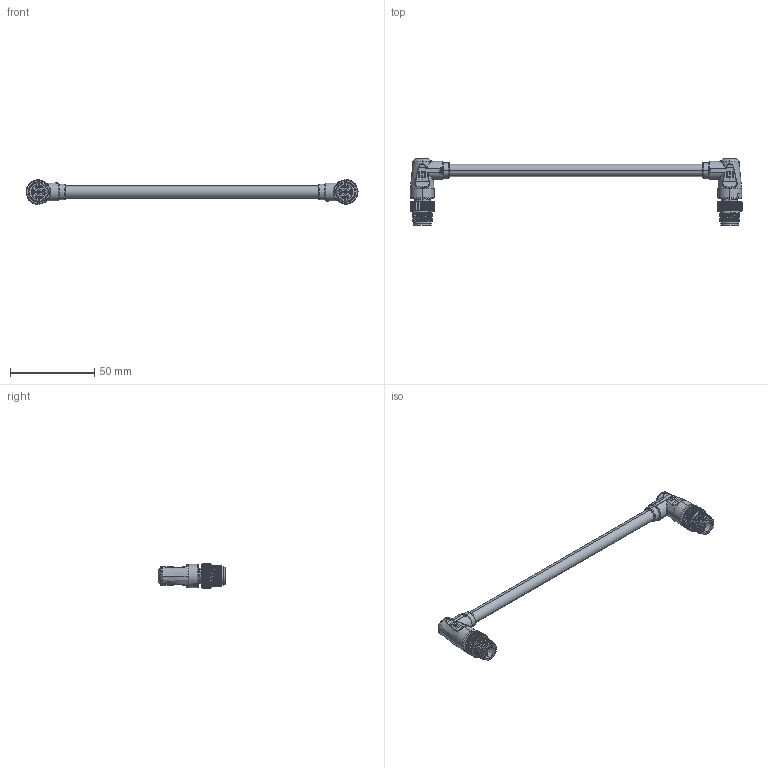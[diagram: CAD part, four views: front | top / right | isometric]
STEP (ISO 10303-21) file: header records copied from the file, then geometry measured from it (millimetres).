
FILE_DESCRIPTION (( 'STEP AP203' ), '1' );
FILE_NAME ('10-06569.STEP', '2026-02-28T00:08:59', ( '' ), ( '' ), 'SwSTEP 2.0', 'SolidWorks 2025', '' );
FILE_SCHEMA (( 'CONFIG_CONTROL_DESIGN' ));
Length unit declared in the file: millimetre
Products named in the file (9): 50-00993_STEP; 50-00993-04_默认; 50-00993-02; 50-00993-05; 10-06569; 24-00464; 50-00993-01_STEP; 50-00993-03; 30-01713_blunt cut
Assembly tree (20 placements, depth 3):
  10-06569
    30-01713_blunt cut
    24-00464  x2
    50-00993_STEP  x2
      50-00993-01_STEP
      50-00993-02
      50-00993-03
      50-00993-04_默认
      50-00993-05
Bounding box: 196.49 x 39.5 x 14.5 mm (x, y, z)
Volume: 16199.7 mm3; surface area: 53554.2 mm2
Topology: 101 solids, 101 shells, 2561 faces, 6205 edges, 3972 vertices
Faces by surface type: cylinder 965, plane 950, cone 360, bspline 158, torus 94, sphere 34
Entity records: 39345 total; most frequent: CARTESIAN_POINT 11378, DIRECTION 5543, ORIENTED_EDGE 5512, EDGE_CURVE 2756, AXIS2_PLACEMENT_3D 2139, VERTEX_POINT 1803, EDGE_LOOP 1301, VECTOR 1265
